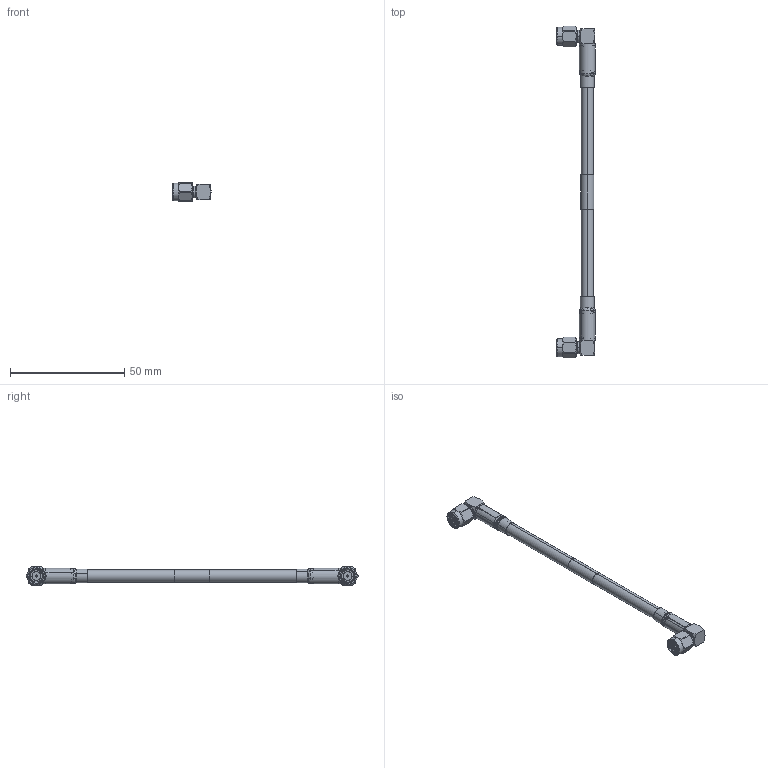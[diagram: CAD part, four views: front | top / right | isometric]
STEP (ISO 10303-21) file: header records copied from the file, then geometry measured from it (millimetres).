
FILE_DESCRIPTION (( 'STEP AP214' ), '1' );
FILE_NAME ('FMC00229_3D.STEP', '2021-11-08T15:55:20', ( '' ), ( '' ), 'SwSTEP 2.0', 'SolidWorks 2021', '' );
FILE_SCHEMA (( 'AUTOMOTIVE_DESIGN' ));
Length unit declared in the file: inch
Products named in the file (4): FMC00229_3D; RG223_with label; SC6050; CA-240-MA1_2_.75" Long
Assembly tree (5 placements, depth 2):
  FMC00229_3D
    RG223_with label
    CA-240-MA1_2_.75" Long  x2
    SC6050  x2
Bounding box: 16.76 x 145.55 x 7.94 mm (x, y, z)
Volume: 4635.8 mm3; surface area: 7297.5 mm2
Topology: 10 solids, 10 shells, 6576 faces, 13870 edges, 7340 vertices
Faces by surface type: bspline 4806, cylinder 1188, plane 496, cone 66, torus 20
Entity records: 132381 total; most frequent: CARTESIAN_POINT 89093, ORIENTED_EDGE 13884, EDGE_CURVE 6942, VERTEX_POINT 3676, EDGE_LOOP 3314, ADVANCED_FACE 3293, FACE_OUTER_BOUND 3293, DIRECTION 2675
